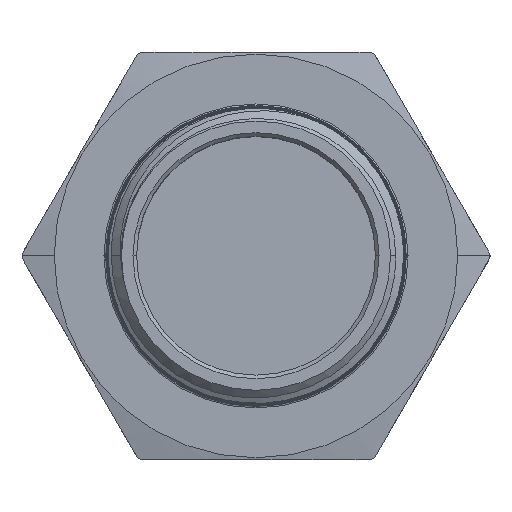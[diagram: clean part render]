
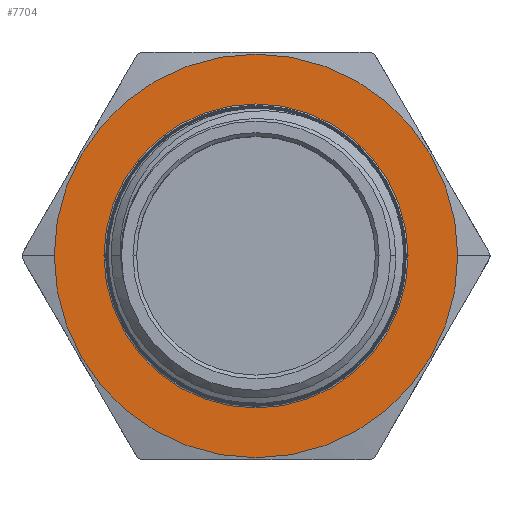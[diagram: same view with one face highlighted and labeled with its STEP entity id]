
A CAD part, top view. The second image highlights one B-rep face of the part: STEP entity #7704.
In plain terms, the highlighted planar face has unit normal (0, 0, 1).
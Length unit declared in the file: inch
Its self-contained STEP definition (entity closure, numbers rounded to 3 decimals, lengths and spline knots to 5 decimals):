
#4 = ORIENTED_EDGE ( 'NONE', *, *, #30, .F. ) ;
#5 = ORIENTED_EDGE ( 'NONE', *, *, #146, .T. ) ;
#9 = ORIENTED_EDGE ( 'NONE', *, *, #125, .F. ) ;
#29 = EDGE_CURVE ( 'NONE', #280, #284, #523, .T. ) ;
#30 = EDGE_CURVE ( 'NONE', #295, #275, #520, .T. ) ;
#125 = EDGE_CURVE ( 'NONE', #275, #295, #3207, .T. ) ;
#146 = EDGE_CURVE ( 'NONE', #284, #280, #3230, .T. ) ;
#173 = AXIS2_PLACEMENT_3D ( 'NONE', #7628, #7627, #7626 ) ;
#174 = AXIS2_PLACEMENT_3D ( 'NONE', #7623, #7621, #7620 ) ;
#194 = AXIS2_PLACEMENT_3D ( 'NONE', #893, #894, #895 ) ;
#208 = AXIS2_PLACEMENT_3D ( 'NONE', #971, #972, #973 ) ;
#275 = VERTEX_POINT ( 'NONE', #5710 ) ;
#280 = VERTEX_POINT ( 'NONE', #5690 ) ;
#284 = VERTEX_POINT ( 'NONE', #5716 ) ;
#295 = VERTEX_POINT ( 'NONE', #5727 ) ;
#412 = EDGE_LOOP ( 'NONE', ( #5, #3505 ) ) ;
#413 = EDGE_LOOP ( 'NONE', ( #9, #4 ) ) ;
#520 = CIRCLE ( 'NONE', #174, 1.115 ) ;
#523 = CIRCLE ( 'NONE', #173, 0.84 ) ;
#893 = CARTESIAN_POINT ( 'NONE',  ( 0., 0., 0.24 ) ) ;
#894 = DIRECTION ( 'NONE',  ( 0., 0., -1. ) ) ;
#895 = DIRECTION ( 'NONE',  ( -1., 0., 0. ) ) ;
#971 = CARTESIAN_POINT ( 'NONE',  ( 0., 0., 0.24 ) ) ;
#972 = DIRECTION ( 'NONE',  ( 0., 0., -1. ) ) ;
#973 = DIRECTION ( 'NONE',  ( 1., 0., 0. ) ) ;
#3207 = CIRCLE ( 'NONE', #194, 1.115 ) ;
#3230 = CIRCLE ( 'NONE', #208, 0.84 ) ;
#3378 = FACE_OUTER_BOUND ( 'NONE', #413, .T. ) ;
#3380 = FACE_BOUND ( 'NONE', #412, .T. ) ;
#3505 = ORIENTED_EDGE ( 'NONE', *, *, #29, .T. ) ;
#4920 = DIRECTION ( 'NONE',  ( 0., 0., 1. ) ) ;
#4921 = CARTESIAN_POINT ( 'NONE',  ( -0.64952, -1.125, 0.24 ) ) ;
#4923 = PLANE ( 'NONE',  #7325 ) ;
#4925 = DIRECTION ( 'NONE',  ( 1., 0., 0. ) ) ;
#5690 = CARTESIAN_POINT ( 'NONE',  ( -0.84, 0., 0.24 ) ) ;
#5710 = CARTESIAN_POINT ( 'NONE',  ( -1.115, 0., 0.24 ) ) ;
#5716 = CARTESIAN_POINT ( 'NONE',  ( 0.84, 0., 0.24 ) ) ;
#5727 = CARTESIAN_POINT ( 'NONE',  ( 1.115, 0., 0.24 ) ) ;
#7325 = AXIS2_PLACEMENT_3D ( 'NONE', #4921, #4920, #4925 ) ;
#7620 = DIRECTION ( 'NONE',  ( -1., 0., 0. ) ) ;
#7621 = DIRECTION ( 'NONE',  ( 0., 0., -1. ) ) ;
#7623 = CARTESIAN_POINT ( 'NONE',  ( 0., 0., 0.24 ) ) ;
#7626 = DIRECTION ( 'NONE',  ( 1., 0., 0. ) ) ;
#7627 = DIRECTION ( 'NONE',  ( 0., 0., -1. ) ) ;
#7628 = CARTESIAN_POINT ( 'NONE',  ( 0., 0., 0.24 ) ) ;
#7704 = ADVANCED_FACE ( 'NONE', ( #3378, #3380 ), #4923, .T. ) ;
